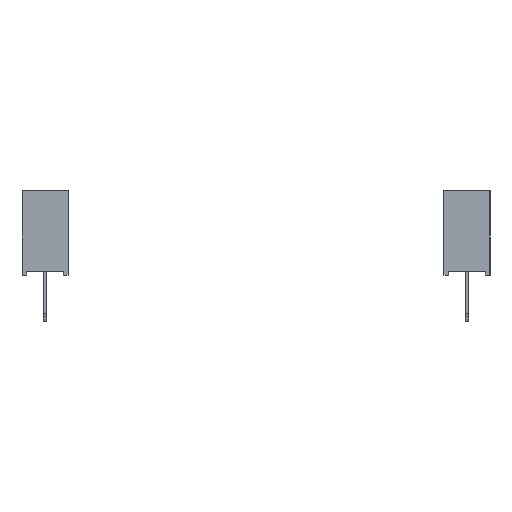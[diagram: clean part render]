
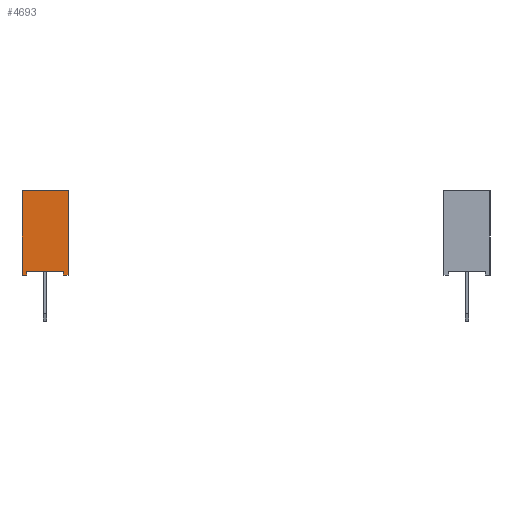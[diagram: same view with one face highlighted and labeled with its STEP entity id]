
A CAD part, front view. The second image highlights one B-rep face of the part: STEP entity #4693.
In plain terms, the highlighted face is planar.
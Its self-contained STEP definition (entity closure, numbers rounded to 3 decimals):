
#212 = DIRECTION ( 'NONE',  ( 0., 0., 1. ) ) ;
#313 = CARTESIAN_POINT ( 'NONE',  ( -1.25, 0., -1.2 ) ) ;
#516 = VECTOR ( 'NONE', #11650, 1000. ) ;
#743 = DIRECTION ( 'NONE',  ( 0., -1., 0. ) ) ;
#842 = EDGE_CURVE ( 'NONE', #7894, #7221, #6201, .T. ) ;
#981 = DIRECTION ( 'NONE',  ( 0., 1., 0. ) ) ;
#1072 = VERTEX_POINT ( 'NONE', #313 ) ;
#1334 = LINE ( 'NONE', #1980, #2384 ) ;
#1339 = ORIENTED_EDGE ( 'NONE', *, *, #9518, .T. ) ;
#1382 = CARTESIAN_POINT ( 'NONE',  ( -1.25, -4.4, 0.95 ) ) ;
#1980 = CARTESIAN_POINT ( 'NONE',  ( -1.25, -4.4, 1.2 ) ) ;
#2038 = PLANE ( 'NONE',  #3528 ) ;
#2096 = CARTESIAN_POINT ( 'NONE',  ( -1.25, 0., 0. ) ) ;
#2203 = CARTESIAN_POINT ( 'NONE',  ( -1.25, -4.4, 1.2 ) ) ;
#2384 = VECTOR ( 'NONE', #981, 1000. ) ;
#2596 = EDGE_CURVE ( 'NONE', #5520, #7894, #8845, .T. ) ;
#3114 = FACE_OUTER_BOUND ( 'NONE', #4066, .T. ) ;
#3184 = LINE ( 'NONE', #5161, #11758 ) ;
#3271 = VERTEX_POINT ( 'NONE', #6371 ) ;
#3417 = ORIENTED_EDGE ( 'NONE', *, *, #2596, .T. ) ;
#3429 = ORIENTED_EDGE ( 'NONE', *, *, #842, .T. ) ;
#3528 = AXIS2_PLACEMENT_3D ( 'NONE', #2096, #10714, #212 ) ;
#3589 = VERTEX_POINT ( 'NONE', #2203 ) ;
#3813 = VECTOR ( 'NONE', #7481, 1000. ) ;
#3865 = VERTEX_POINT ( 'NONE', #12097 ) ;
#4066 = EDGE_LOOP ( 'NONE', ( #1339, #4758, #3417, #3429, #7127, #4881, #7712, #9912 ) ) ;
#4693 = ADVANCED_FACE ( 'NONE', ( #3114 ), #2038, .T. ) ;
#4758 = ORIENTED_EDGE ( 'NONE', *, *, #6018, .T. ) ;
#4881 = ORIENTED_EDGE ( 'NONE', *, *, #7943, .T. ) ;
#5024 = LINE ( 'NONE', #5567, #12258 ) ;
#5161 = CARTESIAN_POINT ( 'NONE',  ( -1.25, -4.4, -0.95 ) ) ;
#5520 = VERTEX_POINT ( 'NONE', #10850 ) ;
#5567 = CARTESIAN_POINT ( 'NONE',  ( -1.25, 0., -1.2 ) ) ;
#5611 = DIRECTION ( 'NONE',  ( 0., -1., 0. ) ) ;
#5692 = CARTESIAN_POINT ( 'NONE',  ( -1.25, -4.4, -1.2 ) ) ;
#5698 = CARTESIAN_POINT ( 'NONE',  ( -1.25, -4.4, -1.2 ) ) ;
#5794 = CARTESIAN_POINT ( 'NONE',  ( -1.25, -4.2, -0.95 ) ) ;
#5899 = VECTOR ( 'NONE', #743, 1000. ) ;
#6018 = EDGE_CURVE ( 'NONE', #3865, #5520, #3184, .T. ) ;
#6201 = LINE ( 'NONE', #7529, #5899 ) ;
#6371 = CARTESIAN_POINT ( 'NONE',  ( -1.25, 0., 1.2 ) ) ;
#6386 = VERTEX_POINT ( 'NONE', #5698 ) ;
#6586 = CARTESIAN_POINT ( 'NONE',  ( -1.25, -4.2, 0.95 ) ) ;
#7127 = ORIENTED_EDGE ( 'NONE', *, *, #7133, .T. ) ;
#7133 = EDGE_CURVE ( 'NONE', #7221, #3589, #8815, .T. ) ;
#7221 = VERTEX_POINT ( 'NONE', #1382 ) ;
#7481 = DIRECTION ( 'NONE',  ( 0., 0., 1. ) ) ;
#7529 = CARTESIAN_POINT ( 'NONE',  ( -1.25, -4.2, 0.95 ) ) ;
#7712 = ORIENTED_EDGE ( 'NONE', *, *, #8015, .T. ) ;
#7894 = VERTEX_POINT ( 'NONE', #6586 ) ;
#7905 = DIRECTION ( 'NONE',  ( 0., 1., 0. ) ) ;
#7943 = EDGE_CURVE ( 'NONE', #3589, #3271, #1334, .T. ) ;
#8015 = EDGE_CURVE ( 'NONE', #3271, #1072, #9691, .T. ) ;
#8815 = LINE ( 'NONE', #11743, #11573 ) ;
#8845 = LINE ( 'NONE', #5794, #516 ) ;
#8904 = EDGE_CURVE ( 'NONE', #1072, #6386, #5024, .T. ) ;
#9518 = EDGE_CURVE ( 'NONE', #6386, #3865, #12384, .T. ) ;
#9547 = VECTOR ( 'NONE', #11761, 1000. ) ;
#9691 = LINE ( 'NONE', #9707, #9547 ) ;
#9707 = CARTESIAN_POINT ( 'NONE',  ( -1.25, 0., 1.2 ) ) ;
#9912 = ORIENTED_EDGE ( 'NONE', *, *, #8904, .T. ) ;
#10714 = DIRECTION ( 'NONE',  ( -1., 0., 0. ) ) ;
#10850 = CARTESIAN_POINT ( 'NONE',  ( -1.25, -4.2, -0.95 ) ) ;
#11573 = VECTOR ( 'NONE', #11784, 1000. ) ;
#11650 = DIRECTION ( 'NONE',  ( 0., 0., 1. ) ) ;
#11743 = CARTESIAN_POINT ( 'NONE',  ( -1.25, -4.4, 0.95 ) ) ;
#11758 = VECTOR ( 'NONE', #7905, 1000. ) ;
#11761 = DIRECTION ( 'NONE',  ( 0., 0., -1. ) ) ;
#11784 = DIRECTION ( 'NONE',  ( 0., 0., 1. ) ) ;
#12097 = CARTESIAN_POINT ( 'NONE',  ( -1.25, -4.4, -0.95 ) ) ;
#12258 = VECTOR ( 'NONE', #5611, 1000. ) ;
#12384 = LINE ( 'NONE', #5692, #3813 ) ;
